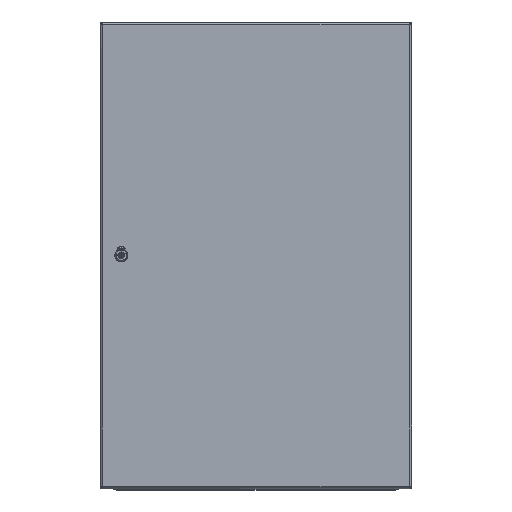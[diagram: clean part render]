
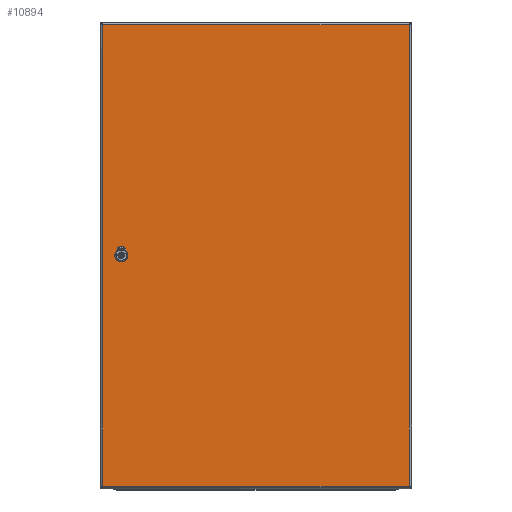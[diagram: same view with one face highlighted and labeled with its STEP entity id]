
A CAD part, top view. The second image highlights one B-rep face of the part: STEP entity #10894.
In plain terms, the highlighted face is planar.
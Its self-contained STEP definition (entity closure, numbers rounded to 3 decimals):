
#5021=FACE_BOUND('',#14048,.T.);
#5022=FACE_BOUND('',#14049,.T.);
#5821=PLANE('',#30802);
#7681=LINE('',#61835,#9402);
#7682=LINE('',#61840,#9403);
#7683=LINE('',#61844,#9404);
#7684=LINE('',#61848,#9405);
#7685=LINE('',#61851,#9406);
#7686=LINE('',#61854,#9407);
#7687=LINE('',#61856,#9408);
#7688=LINE('',#61858,#9409);
#9402=VECTOR('',#36894,1.);
#9403=VECTOR('',#36897,1.);
#9404=VECTOR('',#36900,1.);
#9405=VECTOR('',#36903,1.);
#9406=VECTOR('',#36906,1.);
#9407=VECTOR('',#36907,1.);
#9408=VECTOR('',#36908,1.);
#9409=VECTOR('',#36909,1.);
#10894=ADVANCED_FACE('',(#5021,#5022),#5821,.F.);
#14048=EDGE_LOOP('',(#20120,#20121,#20122,#20123,#20124,#20125,#20126,#20127));
#14049=EDGE_LOOP('',(#20128,#20129,#20130,#20131));
#20120=ORIENTED_EDGE('',*,*,#26758,.T.);
#20121=ORIENTED_EDGE('',*,*,#26759,.T.);
#20122=ORIENTED_EDGE('',*,*,#26760,.T.);
#20123=ORIENTED_EDGE('',*,*,#26761,.T.);
#20124=ORIENTED_EDGE('',*,*,#26762,.T.);
#20125=ORIENTED_EDGE('',*,*,#26763,.T.);
#20126=ORIENTED_EDGE('',*,*,#26764,.T.);
#20127=ORIENTED_EDGE('',*,*,#26765,.T.);
#20128=ORIENTED_EDGE('',*,*,#26766,.T.);
#20129=ORIENTED_EDGE('',*,*,#26767,.T.);
#20130=ORIENTED_EDGE('',*,*,#26768,.T.);
#20131=ORIENTED_EDGE('',*,*,#26769,.T.);
#23503=VERTEX_POINT('',#61836);
#23504=VERTEX_POINT('',#61837);
#23505=VERTEX_POINT('',#61839);
#23506=VERTEX_POINT('',#61841);
#23507=VERTEX_POINT('',#61843);
#23508=VERTEX_POINT('',#61845);
#23509=VERTEX_POINT('',#61847);
#23510=VERTEX_POINT('',#61849);
#23511=VERTEX_POINT('',#61852);
#23512=VERTEX_POINT('',#61853);
#23513=VERTEX_POINT('',#61855);
#23514=VERTEX_POINT('',#61857);
#26758=EDGE_CURVE('',#23503,#23504,#7681,.T.);
#26759=EDGE_CURVE('',#23504,#23505,#28502,.T.);
#26760=EDGE_CURVE('',#23505,#23506,#7682,.T.);
#26761=EDGE_CURVE('',#23506,#23507,#28503,.T.);
#26762=EDGE_CURVE('',#23507,#23508,#7683,.T.);
#26763=EDGE_CURVE('',#23508,#23509,#28504,.T.);
#26764=EDGE_CURVE('',#23509,#23510,#7684,.T.);
#26765=EDGE_CURVE('',#23510,#23503,#28505,.T.);
#26766=EDGE_CURVE('',#23511,#23512,#7685,.T.);
#26767=EDGE_CURVE('',#23512,#23513,#7686,.T.);
#26768=EDGE_CURVE('',#23513,#23514,#7687,.T.);
#26769=EDGE_CURVE('',#23514,#23511,#7688,.T.);
#28502=CIRCLE('',#30798,11.25);
#28503=CIRCLE('',#30799,11.25);
#28504=CIRCLE('',#30800,11.25);
#28505=CIRCLE('',#30801,11.25);
#30798=AXIS2_PLACEMENT_3D('',#61838,#36895,#36896);
#30799=AXIS2_PLACEMENT_3D('',#61842,#36898,#36899);
#30800=AXIS2_PLACEMENT_3D('',#61846,#36901,#36902);
#30801=AXIS2_PLACEMENT_3D('',#61850,#36904,#36905);
#30802=AXIS2_PLACEMENT_3D('',#61859,#36910,#36911);
#36894=DIRECTION('',(-1.,0.,0.));
#36895=DIRECTION('',(0.,0.,1.));
#36896=DIRECTION('',(1.,0.,0.));
#36897=DIRECTION('',(0.,-1.,0.));
#36898=DIRECTION('',(0.,0.,1.));
#36899=DIRECTION('',(1.,0.,0.));
#36900=DIRECTION('',(1.,0.,0.));
#36901=DIRECTION('',(0.,0.,1.));
#36902=DIRECTION('',(1.,0.,0.));
#36903=DIRECTION('',(0.,1.,0.));
#36904=DIRECTION('',(0.,0.,1.));
#36905=DIRECTION('',(1.,0.,0.));
#36906=DIRECTION('',(0.,1.,0.));
#36907=DIRECTION('',(1.,0.,0.));
#36908=DIRECTION('',(0.,-1.,0.));
#36909=DIRECTION('',(-1.,0.,0.));
#36910=DIRECTION('',(0.,0.,1.));
#36911=DIRECTION('',(-1.,0.,0.));
#61835=CARTESIAN_POINT('',(-396.25,10.2,0.));
#61836=CARTESIAN_POINT('',(350.996,10.2,0.));
#61837=CARTESIAN_POINT('',(341.504,10.2,0.));
#61838=CARTESIAN_POINT('',(346.25,0.,0.));
#61839=CARTESIAN_POINT('',(336.05,4.746,0.));
#61840=CARTESIAN_POINT('',(336.05,-595.5,0.));
#61841=CARTESIAN_POINT('',(336.05,-4.746,0.));
#61842=CARTESIAN_POINT('',(346.25,0.,0.));
#61843=CARTESIAN_POINT('',(341.504,-10.2,0.));
#61844=CARTESIAN_POINT('',(-396.25,-10.2,0.));
#61845=CARTESIAN_POINT('',(350.996,-10.2,0.));
#61846=CARTESIAN_POINT('',(346.25,0.,0.));
#61847=CARTESIAN_POINT('',(356.45,-4.746,0.));
#61848=CARTESIAN_POINT('',(356.45,-595.5,0.));
#61849=CARTESIAN_POINT('',(356.45,4.746,0.));
#61850=CARTESIAN_POINT('',(346.25,0.,0.));
#61851=CARTESIAN_POINT('',(-394.15,-595.5,0.));
#61852=CARTESIAN_POINT('',(-394.15,-593.4,0.));
#61853=CARTESIAN_POINT('',(-394.15,593.4,0.));
#61854=CARTESIAN_POINT('',(-396.25,593.4,0.));
#61855=CARTESIAN_POINT('',(394.15,593.4,0.));
#61856=CARTESIAN_POINT('',(394.15,-595.5,0.));
#61857=CARTESIAN_POINT('',(394.15,-593.4,0.));
#61858=CARTESIAN_POINT('',(-396.25,-593.4,0.));
#61859=CARTESIAN_POINT('',(-396.25,-595.5,0.));
